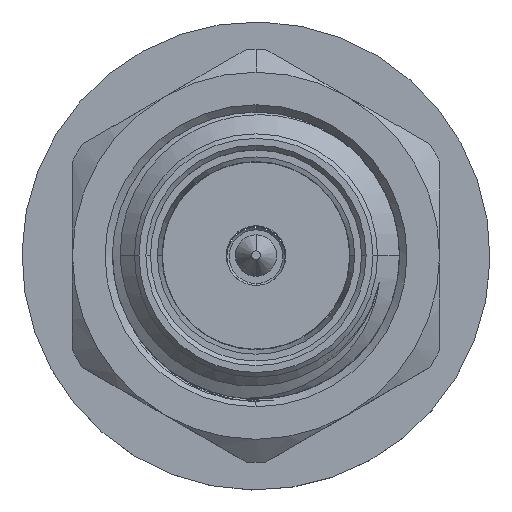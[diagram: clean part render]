
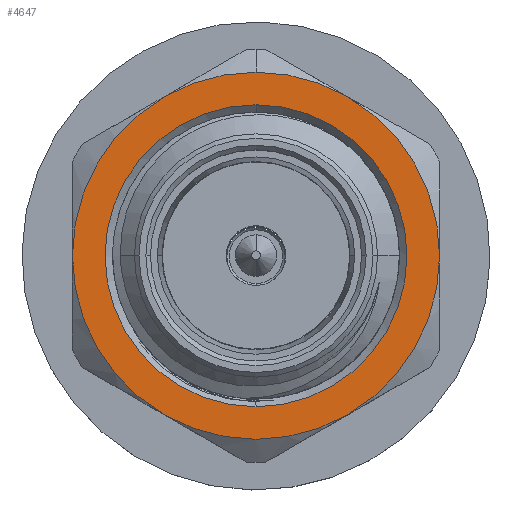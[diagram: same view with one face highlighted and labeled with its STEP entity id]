
A CAD part, top view. The second image highlights one B-rep face of the part: STEP entity #4647.
In plain terms, the highlighted planar face has unit normal (0, 0, 1).
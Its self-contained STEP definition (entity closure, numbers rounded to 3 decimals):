
#245 = CARTESIAN_POINT ( 'NONE',  ( 0., 0., 15.881 ) ) ;
#273 = VERTEX_POINT ( 'NONE', #3438 ) ;
#664 = AXIS2_PLACEMENT_3D ( 'NONE', #7057, #16859, #16769 ) ;
#951 = CARTESIAN_POINT ( 'NONE',  ( 0., -3.29, 15.881 ) ) ;
#1073 = DIRECTION ( 'NONE',  ( 0., -1., 0. ) ) ;
#1074 = VERTEX_POINT ( 'NONE', #951 ) ;
#1519 = VERTEX_POINT ( 'NONE', #11455 ) ;
#1814 = ORIENTED_EDGE ( 'NONE', *, *, #15877, .F. ) ;
#1855 = DIRECTION ( 'NONE',  ( 0., 0., -1. ) ) ;
#1945 = CARTESIAN_POINT ( 'NONE',  ( 0., 3.29, 15.881 ) ) ;
#2149 = AXIS2_PLACEMENT_3D ( 'NONE', #9628, #16562, #6661 ) ;
#2531 = VERTEX_POINT ( 'NONE', #10277 ) ;
#2748 = CIRCLE ( 'NONE', #15418, 4. ) ;
#2875 = CARTESIAN_POINT ( 'NONE',  ( 0., 0., 15.881 ) ) ;
#3154 = CIRCLE ( 'NONE', #16417, 4. ) ;
#3231 = EDGE_CURVE ( 'NONE', #12344, #14733, #4321, .T. ) ;
#3235 = VERTEX_POINT ( 'NONE', #5927 ) ;
#3438 = CARTESIAN_POINT ( 'NONE',  ( 2., -3.464, 15.881 ) ) ;
#3449 = CIRCLE ( 'NONE', #664, 4. ) ;
#3862 = DIRECTION ( 'NONE',  ( 0., 0., -1. ) ) ;
#4321 = CIRCLE ( 'NONE', #9610, 4. ) ;
#4361 = DIRECTION ( 'NONE',  ( 0., 0., -1. ) ) ;
#4579 = DIRECTION ( 'NONE',  ( 0., 1., 0. ) ) ;
#4617 = CARTESIAN_POINT ( 'NONE',  ( -2., -3.464, 15.881 ) ) ;
#4647 = ADVANCED_FACE ( 'NONE', ( #15284, #13793 ), #8271, .T. ) ;
#4816 = EDGE_CURVE ( 'NONE', #3235, #12344, #3154, .T. ) ;
#5148 = DIRECTION ( 'NONE',  ( 0., 0., -1. ) ) ;
#5388 = CARTESIAN_POINT ( 'NONE',  ( 0., 0., 15.881 ) ) ;
#5767 = EDGE_CURVE ( 'NONE', #11302, #1074, #11586, .T. ) ;
#5927 = CARTESIAN_POINT ( 'NONE',  ( -4., 0., 15.881 ) ) ;
#6070 = EDGE_LOOP ( 'NONE', ( #1814, #7081, #6896, #12676, #6580, #14689, #6631 ) ) ;
#6289 = ORIENTED_EDGE ( 'NONE', *, *, #5767, .T. ) ;
#6523 = DIRECTION ( 'NONE',  ( 0., 1., 0. ) ) ;
#6580 = ORIENTED_EDGE ( 'NONE', *, *, #7241, .F. ) ;
#6592 = DIRECTION ( 'NONE',  ( 0., 0., 1. ) ) ;
#6631 = ORIENTED_EDGE ( 'NONE', *, *, #4816, .F. ) ;
#6661 = DIRECTION ( 'NONE',  ( 0., -1., 0. ) ) ;
#6896 = ORIENTED_EDGE ( 'NONE', *, *, #10666, .F. ) ;
#7057 = CARTESIAN_POINT ( 'NONE',  ( 0., 0., 15.881 ) ) ;
#7081 = ORIENTED_EDGE ( 'NONE', *, *, #11796, .F. ) ;
#7241 = EDGE_CURVE ( 'NONE', #14733, #2531, #14564, .T. ) ;
#7365 = AXIS2_PLACEMENT_3D ( 'NONE', #5388, #18056, #18240 ) ;
#7863 = CIRCLE ( 'NONE', #11697, 4. ) ;
#8022 = CARTESIAN_POINT ( 'NONE',  ( -2., 3.464, 15.881 ) ) ;
#8271 = PLANE ( 'NONE',  #15529 ) ;
#8453 = DIRECTION ( 'NONE',  ( 0., 0., -1. ) ) ;
#9397 = CARTESIAN_POINT ( 'NONE',  ( 0., 0., 15.881 ) ) ;
#9610 = AXIS2_PLACEMENT_3D ( 'NONE', #11640, #4361, #14504 ) ;
#9628 = CARTESIAN_POINT ( 'NONE',  ( 0., 0., 15.881 ) ) ;
#10277 = CARTESIAN_POINT ( 'NONE',  ( 2., 3.464, 15.881 ) ) ;
#10438 = DIRECTION ( 'NONE',  ( 0., 1., 0. ) ) ;
#10666 = EDGE_CURVE ( 'NONE', #1519, #273, #2748, .T. ) ;
#10777 = DIRECTION ( 'NONE',  ( 0., -1., 0. ) ) ;
#10848 = CARTESIAN_POINT ( 'NONE',  ( 0., 0., 15.881 ) ) ;
#11302 = VERTEX_POINT ( 'NONE', #1945 ) ;
#11394 = AXIS2_PLACEMENT_3D ( 'NONE', #13446, #5148, #10777 ) ;
#11400 = CARTESIAN_POINT ( 'NONE',  ( 0., 0., 15.881 ) ) ;
#11455 = CARTESIAN_POINT ( 'NONE',  ( 4., 0., 15.881 ) ) ;
#11485 = CIRCLE ( 'NONE', #7365, 4. ) ;
#11586 = CIRCLE ( 'NONE', #2149, 3.29 ) ;
#11640 = CARTESIAN_POINT ( 'NONE',  ( 0., 0., 15.881 ) ) ;
#11697 = AXIS2_PLACEMENT_3D ( 'NONE', #9397, #3862, #6523 ) ;
#11796 = EDGE_CURVE ( 'NONE', #273, #18234, #3449, .T. ) ;
#12344 = VERTEX_POINT ( 'NONE', #8022 ) ;
#12676 = ORIENTED_EDGE ( 'NONE', *, *, #12917, .F. ) ;
#12751 = ORIENTED_EDGE ( 'NONE', *, *, #15936, .T. ) ;
#12917 = EDGE_CURVE ( 'NONE', #2531, #1519, #11485, .T. ) ;
#13070 = EDGE_LOOP ( 'NONE', ( #12751, #6289 ) ) ;
#13446 = CARTESIAN_POINT ( 'NONE',  ( 0., 0., 15.881 ) ) ;
#13793 = FACE_OUTER_BOUND ( 'NONE', #6070, .T. ) ;
#14128 = DIRECTION ( 'NONE',  ( 0., 1., 0. ) ) ;
#14504 = DIRECTION ( 'NONE',  ( 0., 1., 0. ) ) ;
#14564 = CIRCLE ( 'NONE', #15445, 4. ) ;
#14689 = ORIENTED_EDGE ( 'NONE', *, *, #3231, .F. ) ;
#14733 = VERTEX_POINT ( 'NONE', #17461 ) ;
#15284 = FACE_BOUND ( 'NONE', #13070, .T. ) ;
#15418 = AXIS2_PLACEMENT_3D ( 'NONE', #2875, #1855, #14128 ) ;
#15445 = AXIS2_PLACEMENT_3D ( 'NONE', #11400, #15562, #4579 ) ;
#15529 = AXIS2_PLACEMENT_3D ( 'NONE', #10848, #6592, #1073 ) ;
#15562 = DIRECTION ( 'NONE',  ( 0., 0., -1. ) ) ;
#15877 = EDGE_CURVE ( 'NONE', #18234, #3235, #7863, .T. ) ;
#15936 = EDGE_CURVE ( 'NONE', #1074, #11302, #17011, .T. ) ;
#16417 = AXIS2_PLACEMENT_3D ( 'NONE', #245, #8453, #10438 ) ;
#16562 = DIRECTION ( 'NONE',  ( 0., 0., -1. ) ) ;
#16769 = DIRECTION ( 'NONE',  ( 0., 1., 0. ) ) ;
#16859 = DIRECTION ( 'NONE',  ( 0., 0., -1. ) ) ;
#17011 = CIRCLE ( 'NONE', #11394, 3.29 ) ;
#17461 = CARTESIAN_POINT ( 'NONE',  ( 0., 4., 15.881 ) ) ;
#18056 = DIRECTION ( 'NONE',  ( 0., 0., -1. ) ) ;
#18234 = VERTEX_POINT ( 'NONE', #4617 ) ;
#18240 = DIRECTION ( 'NONE',  ( 0., 1., 0. ) ) ;
